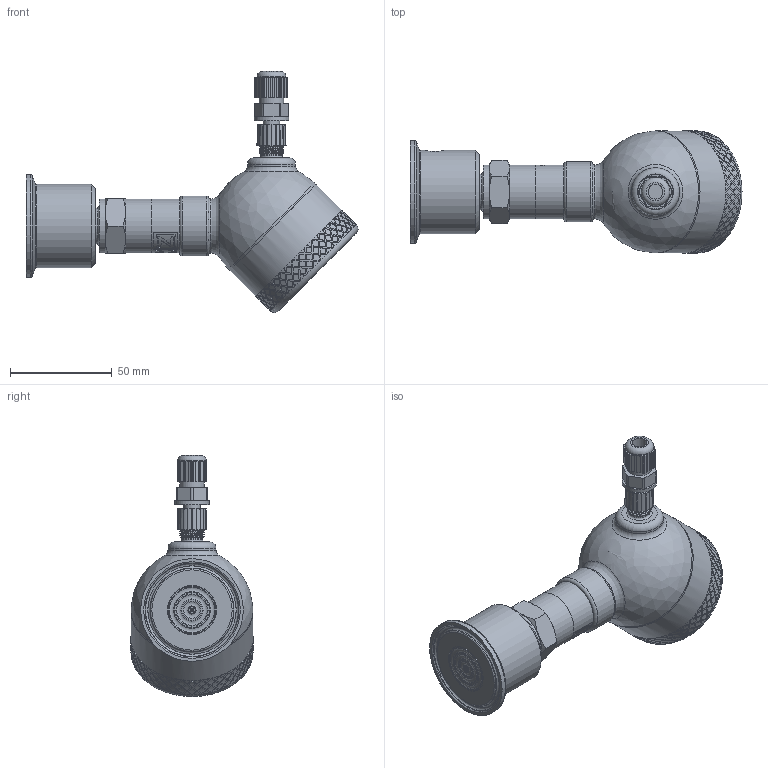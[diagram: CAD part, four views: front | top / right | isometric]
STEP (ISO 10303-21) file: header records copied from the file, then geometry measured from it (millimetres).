
FILE_DESCRIPTION(/* description */ (''),/* implementation_level */ '2;1');
FILE_NAME(/* name */ 'APZ3420sFH_ClampDN1_6.step',/* time_stamp */ '2021-07-08T16:34:10+03:00',/* author */ (''),/* organization */ (''),/* preprocessor_version */ 'ST-DEVELOPER v18.1',/* originating_system */ 'Autodesk Translation Framework v10.9.0.1377',/* authorisation */ '');
FILE_SCHEMA (('AUTOMOTIVE_DESIGN { 1 0 10303 214 3 1 1 }'));
Length unit declared in the file: millimetre
Products named in the file (9): АПЗ 3420s заполненный 
+ полевой корпус; G1\2EN; Clamp DN1 diaphragm 24 v2; Заполненный полевой 
корпус v13; Cover for display; Display; Main body; M12x1 adapter; M12x1 female straight v9
Assembly tree (8 placements, depth 3):
  АПЗ 3420s заполненный 
+ полевой корпус
    G1\2EN
    Clamp DN1 diaphragm 24 v2
    Заполненный полевой 
корпус v13
      Cover for display
      Display
      Main body
      M12x1 adapter
      M12x1 female straight v9
Bounding box: 163.38 x 60.1 x 118.64 mm (x, y, z)
Volume: 266615.9 mm3; surface area: 60178.7 mm2
Topology: 17 solids, 17 shells, 1822 faces, 4557 edges, 2992 vertices
Faces by surface type: bspline 992, plane 397, cylinder 348, cone 52, torus 32, sphere 1
Full cylindrical faces by diameter (mm): 1 x4, 2 x1, 3 x1, 3.3 x1, 5 x5, 6 x3, 7.3 x1, 8 x3, 9.3 x1, 10.293 x1, 10.5 x2, 10.741 x7, 11.884 x6, 12 x1, 14 x1, 16.7 x1, 17 x1, 17.5 x1, 18 x1, 18.631 x7, 19.7 x1, 20.955 x7, 21.6 x1, 21.767 x1, 22 x1, 22.4 x2, 23.6 x1, 23.8 x1, 24 x1, 24.5 x2
Entity records: 79239 total; most frequent: CARTESIAN_POINT 43222, ORIENTED_EDGE 9110, EDGE_CURVE 4555, DIRECTION 4118, VERTEX_POINT 2992, B_SPLINE_CURVE_WITH_KNOTS 2739, EDGE_LOOP 2083, FACE_OUTER_BOUND 1822
